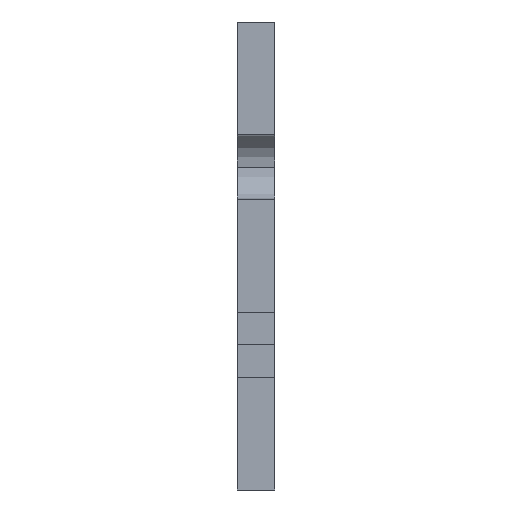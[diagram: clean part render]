
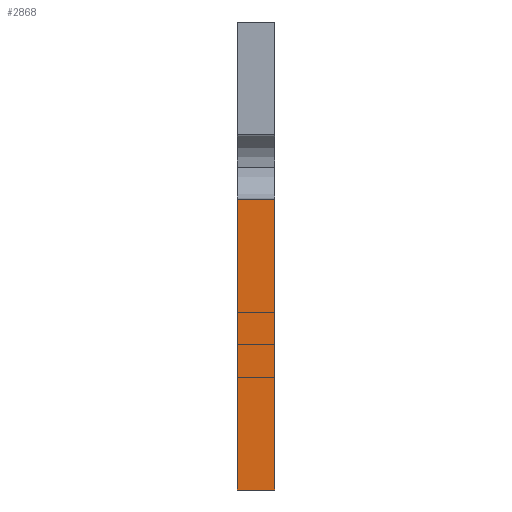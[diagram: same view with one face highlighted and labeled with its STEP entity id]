
A CAD part, left-side view. The second image highlights one B-rep face of the part: STEP entity #2868.
In plain terms, the highlighted planar face has unit normal (-1, 0, 0).
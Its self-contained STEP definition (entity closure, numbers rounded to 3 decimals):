
#340 = CARTESIAN_POINT ( 'NONE',  ( -1500., -4., 31. ) ) ;
#431 = CARTESIAN_POINT ( 'NONE',  ( -1500., -4., 0. ) ) ;
#923 = DIRECTION ( 'NONE',  ( 0., -1., 0. ) ) ;
#1599 = DIRECTION ( 'NONE',  ( 0., 1., 0. ) ) ;
#2505 = VERTEX_POINT ( 'NONE', #13400 ) ;
#2790 = VERTEX_POINT ( 'NONE', #340 ) ;
#2868 = ADVANCED_FACE ( 'NONE', ( #10940 ), #9138, .T. ) ;
#2927 = LINE ( 'NONE', #4055, #8536 ) ;
#3574 = VECTOR ( 'NONE', #923, 1000. ) ;
#3972 = CARTESIAN_POINT ( 'NONE',  ( -1500., -4., 31. ) ) ;
#4033 = DIRECTION ( 'NONE',  ( 0., 0., -1. ) ) ;
#4055 = CARTESIAN_POINT ( 'NONE',  ( -1500., 0., 50. ) ) ;
#4265 = ORIENTED_EDGE ( 'NONE', *, *, #5302, .F. ) ;
#4616 = ORIENTED_EDGE ( 'NONE', *, *, #12135, .F. ) ;
#4799 = EDGE_CURVE ( 'NONE', #2505, #2790, #9856, .T. ) ;
#4819 = LINE ( 'NONE', #431, #13108 ) ;
#4975 = ORIENTED_EDGE ( 'NONE', *, *, #7308, .T. ) ;
#5302 = EDGE_CURVE ( 'NONE', #2790, #7154, #6862, .T. ) ;
#6838 = CARTESIAN_POINT ( 'NONE',  ( -1500., 0., 0. ) ) ;
#6862 = LINE ( 'NONE', #12827, #8782 ) ;
#7154 = VERTEX_POINT ( 'NONE', #7542 ) ;
#7308 = EDGE_CURVE ( 'NONE', #2505, #9992, #2927, .T. ) ;
#7542 = CARTESIAN_POINT ( 'NONE',  ( -1500., -4., 0. ) ) ;
#8459 = AXIS2_PLACEMENT_3D ( 'NONE', #9337, #8628, #8554 ) ;
#8536 = VECTOR ( 'NONE', #4033, 1000. ) ;
#8554 = DIRECTION ( 'NONE',  ( 0., 0., 1. ) ) ;
#8628 = DIRECTION ( 'NONE',  ( -1., 0., 0. ) ) ;
#8782 = VECTOR ( 'NONE', #12981, 1000. ) ;
#9001 = EDGE_LOOP ( 'NONE', ( #10914, #4975, #4616, #4265 ) ) ;
#9138 = PLANE ( 'NONE',  #8459 ) ;
#9337 = CARTESIAN_POINT ( 'NONE',  ( -1500., -4., 50. ) ) ;
#9856 = LINE ( 'NONE', #3972, #3574 ) ;
#9992 = VERTEX_POINT ( 'NONE', #6838 ) ;
#10914 = ORIENTED_EDGE ( 'NONE', *, *, #4799, .F. ) ;
#10940 = FACE_OUTER_BOUND ( 'NONE', #9001, .T. ) ;
#12135 = EDGE_CURVE ( 'NONE', #7154, #9992, #4819, .T. ) ;
#12827 = CARTESIAN_POINT ( 'NONE',  ( -1500., -4., 50. ) ) ;
#12981 = DIRECTION ( 'NONE',  ( 0., 0., -1. ) ) ;
#13108 = VECTOR ( 'NONE', #1599, 1000. ) ;
#13400 = CARTESIAN_POINT ( 'NONE',  ( -1500., 0., 31. ) ) ;
